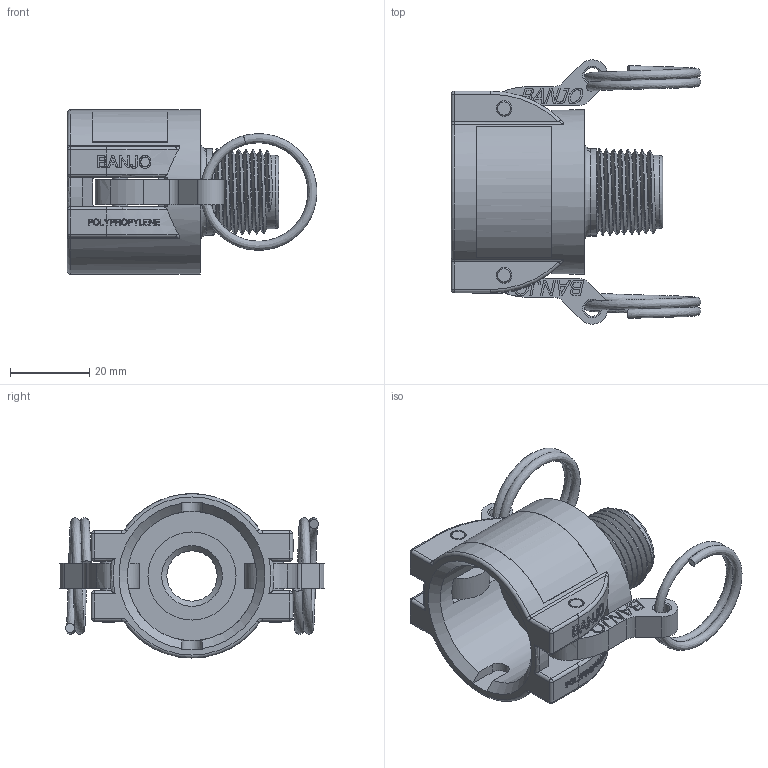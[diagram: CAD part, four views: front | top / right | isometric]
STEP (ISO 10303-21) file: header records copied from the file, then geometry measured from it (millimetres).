
FILE_DESCRIPTION(/* description */ ('3/4" Coupler X 1/2" NPT Male Thd'),/* implementation_level */ '2;1');
FILE_NAME(/* name */ '75B050.stp',/* time_stamp */ '2016-12-06T14:39:26-05:00',/* author */ ('DCT'),/* organization */ (''),/* preprocessor_version */ 'ST-DEVELOPER v16.5',/* originating_system */ 'Autodesk Inventor 2017',/* authorisation */ '');
FILE_SCHEMA (('AUTOMOTIVE_DESIGN { 1 0 10303 214 3 1 1 }'));
Length unit declared in the file: inch
Products named in the file (10): 75B1/2; 75B1/2U; 75MBB 1/2; 75BB 1/2; 75K; 75XK; 100RING; 75P; 75G; 100DECAL
Assembly tree (11 placements, depth 4):
  75B1/2
    75B1/2U
      75MBB 1/2
        75BB 1/2
      75K  x2
        75XK
        100RING
      75P  x2
      75G
      100DECAL
Bounding box: 62.95 x 66.66 x 41.4 mm (x, y, z)
Volume: 33424.9 mm3; surface area: 23240.6 mm2
Topology: 9 solids, 9 shells, 807 faces, 2109 edges, 1380 vertices
Faces by surface type: plane 402, bspline 259, cylinder 94, cone 26, torus 18, sphere 8
Full cylindrical faces by diameter (mm): 3.962 x8, 4.039 x2, 12.7 x1, 21.844 x1, 22.225 x1, 32.614 x1, 34.925 x1, 36.119 x1, 41.402 x1
Entity records: 33698 total; most frequent: CARTESIAN_POINT 19810, ORIENTED_EDGE 3080, DIRECTION 2306, EDGE_CURVE 1540, VERTEX_POINT 1019, LINE 828, VECTOR 828, AXIS2_PLACEMENT_3D 739
